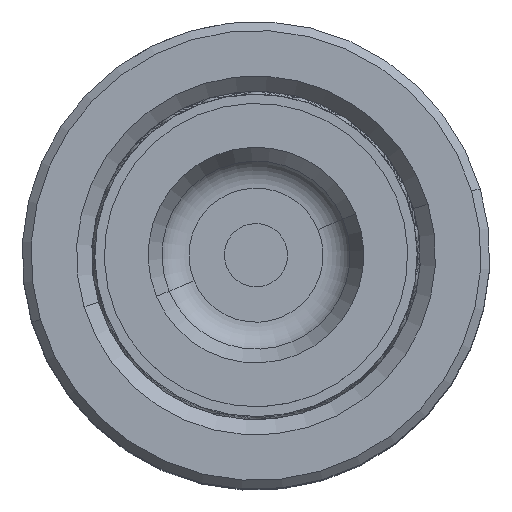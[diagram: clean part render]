
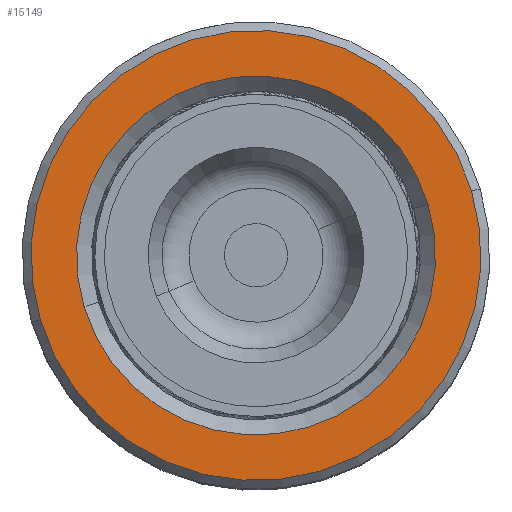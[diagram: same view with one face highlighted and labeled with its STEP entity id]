
A CAD part, top view. The second image highlights one B-rep face of the part: STEP entity #15149.
In plain terms, the highlighted planar face has unit normal (0, 0, 1).
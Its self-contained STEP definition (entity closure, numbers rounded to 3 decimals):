
#445 = CARTESIAN_POINT ( 'NONE',  ( 0., 0., 50. ) ) ;
#695 = CARTESIAN_POINT ( 'NONE',  ( 0., 0., 50. ) ) ;
#864 = CARTESIAN_POINT ( 'NONE',  ( 14.2, 0., 50. ) ) ;
#1087 = DIRECTION ( 'NONE',  ( 0., 0., -1. ) ) ;
#1262 = CIRCLE ( 'NONE', #7376, 17.8 ) ;
#1523 = DIRECTION ( 'NONE',  ( 1., 0., 0. ) ) ;
#1612 = CIRCLE ( 'NONE', #21970, 17.8 ) ;
#2496 = EDGE_CURVE ( 'NONE', #32305, #34754, #1262, .T. ) ;
#3250 = CARTESIAN_POINT ( 'NONE',  ( 0., 0., 50. ) ) ;
#7376 = AXIS2_PLACEMENT_3D ( 'NONE', #32119, #19856, #1523 ) ;
#8173 = FACE_BOUND ( 'NONE', #16459, .T. ) ;
#9277 = ORIENTED_EDGE ( 'NONE', *, *, #2496, .T. ) ;
#9444 = DIRECTION ( 'NONE',  ( 1., 0., 0. ) ) ;
#9558 = CIRCLE ( 'NONE', #30640, 14.2 ) ;
#9639 = AXIS2_PLACEMENT_3D ( 'NONE', #14223, #20585, #35852 ) ;
#9670 = VERTEX_POINT ( 'NONE', #25794 ) ;
#10008 = EDGE_CURVE ( 'NONE', #34754, #32305, #1612, .T. ) ;
#11133 = PLANE ( 'NONE',  #9639 ) ;
#13187 = DIRECTION ( 'NONE',  ( 1., 0., 0. ) ) ;
#14223 = CARTESIAN_POINT ( 'NONE',  ( 0., 0., 50. ) ) ;
#15149 = ADVANCED_FACE ( 'NONE', ( #17367, #8173 ), #11133, .T. ) ;
#16459 = EDGE_LOOP ( 'NONE', ( #23936, #25117 ) ) ;
#16622 = EDGE_CURVE ( 'NONE', #9670, #30009, #9558, .T. ) ;
#17332 = CARTESIAN_POINT ( 'NONE',  ( -17.8, 0., 50. ) ) ;
#17367 = FACE_OUTER_BOUND ( 'NONE', #32428, .T. ) ;
#19856 = DIRECTION ( 'NONE',  ( 0., 0., 1. ) ) ;
#20585 = DIRECTION ( 'NONE',  ( 0., 0., 1. ) ) ;
#21970 = AXIS2_PLACEMENT_3D ( 'NONE', #3250, #24947, #37247 ) ;
#22927 = EDGE_CURVE ( 'NONE', #30009, #9670, #32579, .T. ) ;
#23314 = ORIENTED_EDGE ( 'NONE', *, *, #10008, .T. ) ;
#23936 = ORIENTED_EDGE ( 'NONE', *, *, #22927, .T. ) ;
#24947 = DIRECTION ( 'NONE',  ( 0., 0., 1. ) ) ;
#25117 = ORIENTED_EDGE ( 'NONE', *, *, #16622, .T. ) ;
#25794 = CARTESIAN_POINT ( 'NONE',  ( -14.2, 0., 50. ) ) ;
#30009 = VERTEX_POINT ( 'NONE', #864 ) ;
#30640 = AXIS2_PLACEMENT_3D ( 'NONE', #445, #37382, #9444 ) ;
#32119 = CARTESIAN_POINT ( 'NONE',  ( 0., 0., 50. ) ) ;
#32305 = VERTEX_POINT ( 'NONE', #17332 ) ;
#32428 = EDGE_LOOP ( 'NONE', ( #9277, #23314 ) ) ;
#32579 = CIRCLE ( 'NONE', #36898, 14.2 ) ;
#34754 = VERTEX_POINT ( 'NONE', #35054 ) ;
#35054 = CARTESIAN_POINT ( 'NONE',  ( 17.8, 0., 50. ) ) ;
#35852 = DIRECTION ( 'NONE',  ( 1., 0., 0. ) ) ;
#36898 = AXIS2_PLACEMENT_3D ( 'NONE', #695, #1087, #13187 ) ;
#37247 = DIRECTION ( 'NONE',  ( 1., 0., 0. ) ) ;
#37382 = DIRECTION ( 'NONE',  ( 0., 0., -1. ) ) ;
